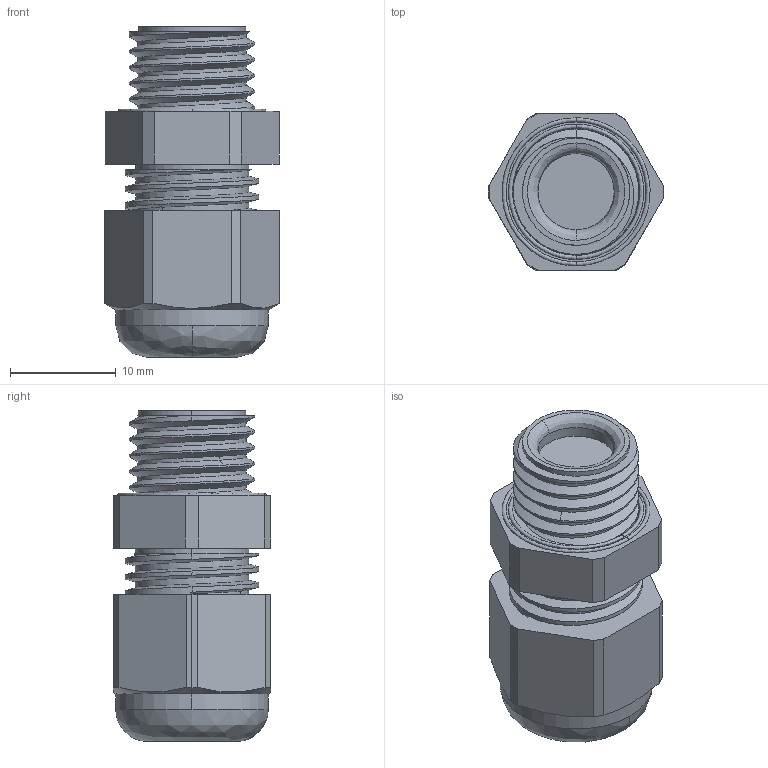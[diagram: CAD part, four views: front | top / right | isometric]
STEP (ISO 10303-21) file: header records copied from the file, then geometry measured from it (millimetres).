
FILE_DESCRIPTION (( 'STEP AP214' ), '1' );
FILE_NAME ('1SNG601012R0000.STEP', '2024-07-09T05:07:22', ( '' ), ( '' ), 'SwSTEP 2.0', 'SolidWorks 2022', '' );
FILE_SCHEMA (( 'AUTOMOTIVE_DESIGN' ));
Length unit declared in the file: millimetre
Products named in the file (1): 1SNG601012R0000
Bounding box: 16.58 x 14.87 x 31.26 mm (x, y, z)
Volume: 4506.8 mm3; surface area: 2215.2 mm2
Topology: 1 solids, 1 shells, 94 faces, 279 edges, 194 vertices
Faces by surface type: cylinder 39, plane 30, bspline 23, cone 2
Entity records: 7753 total; most frequent: CARTESIAN_POINT 4536, ORIENTED_EDGE 558, DIRECTION 281, EDGE_CURVE 279, VERTEX_POINT 194, B_SPLINE_CURVE_WITH_KNOTS 155, EDGE_LOOP 101, AXIS2_PLACEMENT_3D 97
